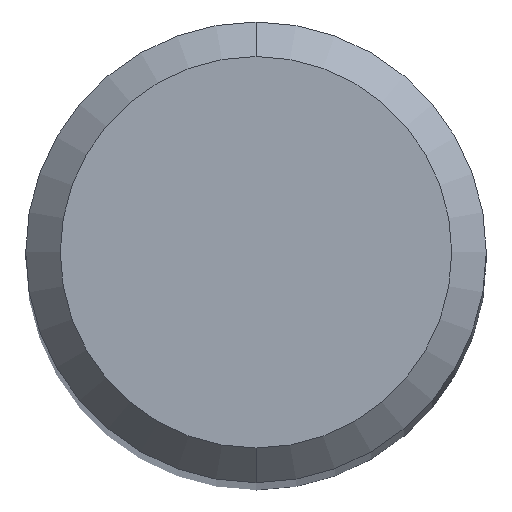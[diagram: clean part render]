
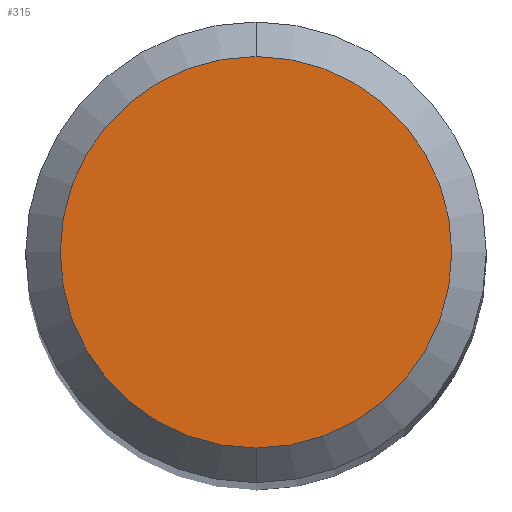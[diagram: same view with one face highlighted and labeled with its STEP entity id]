
A CAD part, top view. The second image highlights one B-rep face of the part: STEP entity #315.
In plain terms, the highlighted planar face has unit normal (0, 0, 1).
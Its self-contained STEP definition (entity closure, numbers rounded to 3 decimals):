
#237=VERTEX_POINT('',#601);
#279=EDGE_CURVE('',#479,#237,#648,.T.);
#315=ADVANCED_FACE('',(#688),#689,.T.);
#327=EDGE_CURVE('',#237,#479,#701,.T.);
#479=VERTEX_POINT('',#870);
#601=CARTESIAN_POINT('',(0.,-1.7,0.0));
#648=CIRCLE('',#1118,1.7);
#688=FACE_OUTER_BOUND('',#1183,.T.);
#689=PLANE('',#1184);
#701=CIRCLE('',#1205,1.7);
#870=CARTESIAN_POINT('',(0.0,1.7,0.0));
#1118=AXIS2_PLACEMENT_3D('',#1767,#1768,#1769);
#1183=EDGE_LOOP('',(#1810,#1811));
#1184=AXIS2_PLACEMENT_3D('',#1812,#1813,#1814);
#1205=AXIS2_PLACEMENT_3D('',#1819,#1820,#1821);
#1767=CARTESIAN_POINT('',(0.0,0.0,0.0));
#1768=DIRECTION('',(0.0,0.0,-1.0));
#1769=DIRECTION('',(0.0,1.0,0.0));
#1810=ORIENTED_EDGE('',*,*,#279,.F.);
#1811=ORIENTED_EDGE('',*,*,#327,.F.);
#1812=CARTESIAN_POINT('',(0.0,0.85,0.0));
#1813=DIRECTION('',(-0.0,0.0,1.0));
#1814=DIRECTION('',(0.0,-1.0,0.0));
#1819=CARTESIAN_POINT('',(0.0,0.0,0.0));
#1820=DIRECTION('',(0.0,0.0,-1.0));
#1821=DIRECTION('',(0.0,1.0,0.0));
